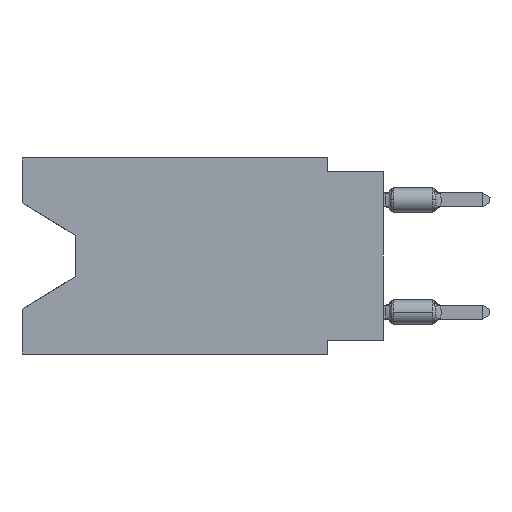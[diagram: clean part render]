
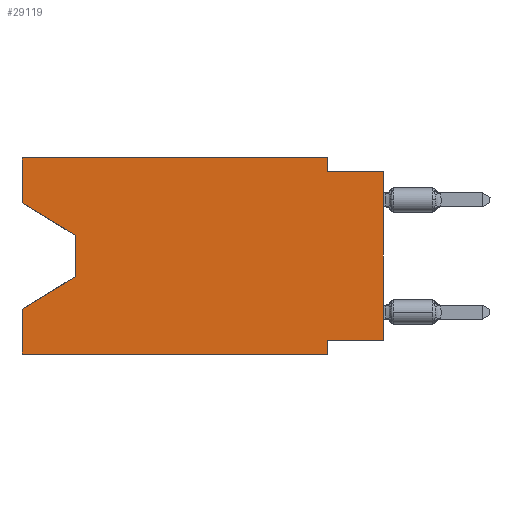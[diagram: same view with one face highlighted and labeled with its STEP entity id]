
A CAD part, left-side view. The second image highlights one B-rep face of the part: STEP entity #29119.
In plain terms, the highlighted planar face has unit normal (-1, 0, 0).
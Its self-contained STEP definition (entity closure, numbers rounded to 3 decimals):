
#519 = DIRECTION ( 'NONE',  ( 0., 0., 1. ) ) ;
#2081 = CARTESIAN_POINT ( 'NONE',  ( 0., 16.383, -8.89 ) ) ;
#2437 = FACE_OUTER_BOUND ( 'NONE', #6938, .T. ) ;
#3228 = ORIENTED_EDGE ( 'NONE', *, *, #42516, .F. ) ;
#3764 = VERTEX_POINT ( 'NONE', #2081 ) ;
#3799 = DIRECTION ( 'NONE',  ( 0., -0.855, -0.519 ) ) ;
#4012 = DIRECTION ( 'NONE',  ( 0., 0., 1. ) ) ;
#4178 = DIRECTION ( 'NONE',  ( 0., 0., -1. ) ) ;
#4438 = ORIENTED_EDGE ( 'NONE', *, *, #9962, .T. ) ;
#4448 = CARTESIAN_POINT ( 'NONE',  ( 0., 16.383, -8.89 ) ) ;
#5465 = CARTESIAN_POINT ( 'NONE',  ( 0., 13.97, -3.505 ) ) ;
#5782 = CARTESIAN_POINT ( 'NONE',  ( 0., 2.54, 0. ) ) ;
#6938 = EDGE_LOOP ( 'NONE', ( #23532, #4438, #21863, #10025, #34836, #39703, #7531, #27549, #42391, #20518, #3228, #18323 ) ) ;
#7448 = LINE ( 'NONE', #33922, #12956 ) ;
#7531 = ORIENTED_EDGE ( 'NONE', *, *, #9966, .F. ) ;
#8606 = VECTOR ( 'NONE', #40244, 1000. ) ;
#9010 = LINE ( 'NONE', #22242, #25197 ) ;
#9152 = EDGE_CURVE ( 'NONE', #17990, #13810, #7448, .T. ) ;
#9370 = PLANE ( 'NONE',  #36454 ) ;
#9633 = CARTESIAN_POINT ( 'NONE',  ( 0., 2.54, -0.635 ) ) ;
#9672 = CARTESIAN_POINT ( 'NONE',  ( 0., 2.54, -8.255 ) ) ;
#9962 = EDGE_CURVE ( 'NONE', #23218, #16035, #22761, .T. ) ;
#9966 = EDGE_CURVE ( 'NONE', #38852, #42885, #39888, .T. ) ;
#10025 = ORIENTED_EDGE ( 'NONE', *, *, #15242, .F. ) ;
#10382 = DIRECTION ( 'NONE',  ( 0., 0., -1. ) ) ;
#10600 = VECTOR ( 'NONE', #25352, 1000. ) ;
#12209 = VERTEX_POINT ( 'NONE', #28265 ) ;
#12956 = VECTOR ( 'NONE', #4178, 1000. ) ;
#13750 = VERTEX_POINT ( 'NONE', #41746 ) ;
#13810 = VERTEX_POINT ( 'NONE', #9633 ) ;
#14624 = VERTEX_POINT ( 'NONE', #39235 ) ;
#15242 = EDGE_CURVE ( 'NONE', #3764, #19000, #40841, .T. ) ;
#16035 = VERTEX_POINT ( 'NONE', #30371 ) ;
#16231 = CARTESIAN_POINT ( 'NONE',  ( 0., 0., -8.255 ) ) ;
#16476 = VECTOR ( 'NONE', #4012, 1000. ) ;
#16643 = CARTESIAN_POINT ( 'NONE',  ( 0., 16.383, 0. ) ) ;
#16857 = DIRECTION ( 'NONE',  ( 0., -1., 0. ) ) ;
#17160 = VECTOR ( 'NONE', #39463, 1000. ) ;
#17242 = CARTESIAN_POINT ( 'NONE',  ( 0., 16.383, -2.038 ) ) ;
#17990 = VERTEX_POINT ( 'NONE', #5782 ) ;
#18323 = ORIENTED_EDGE ( 'NONE', *, *, #27138, .F. ) ;
#19000 = VERTEX_POINT ( 'NONE', #24043 ) ;
#19619 = LINE ( 'NONE', #20057, #8606 ) ;
#20057 = CARTESIAN_POINT ( 'NONE',  ( 0., 2.54, -8.89 ) ) ;
#20271 = CARTESIAN_POINT ( 'NONE',  ( 0., 0., -8.255 ) ) ;
#20518 = ORIENTED_EDGE ( 'NONE', *, *, #9152, .F. ) ;
#20569 = DIRECTION ( 'NONE',  ( 0., -1., 0. ) ) ;
#21388 = EDGE_CURVE ( 'NONE', #14624, #23218, #36353, .T. ) ;
#21600 = VERTEX_POINT ( 'NONE', #25908 ) ;
#21863 = ORIENTED_EDGE ( 'NONE', *, *, #25977, .T. ) ;
#21866 = LINE ( 'NONE', #34680, #10600 ) ;
#22242 = CARTESIAN_POINT ( 'NONE',  ( 0., 13.97, -5.385 ) ) ;
#22761 = LINE ( 'NONE', #35992, #35883 ) ;
#23218 = VERTEX_POINT ( 'NONE', #5465 ) ;
#23223 = VECTOR ( 'NONE', #519, 1000. ) ;
#23532 = ORIENTED_EDGE ( 'NONE', *, *, #21388, .T. ) ;
#24043 = CARTESIAN_POINT ( 'NONE',  ( 0., 16.383, -6.852 ) ) ;
#25197 = VECTOR ( 'NONE', #35476, 1000. ) ;
#25352 = DIRECTION ( 'NONE',  ( 0., 0., 1. ) ) ;
#25908 = CARTESIAN_POINT ( 'NONE',  ( 0., 16.383, 0. ) ) ;
#25977 = EDGE_CURVE ( 'NONE', #16035, #19000, #9010, .T. ) ;
#26316 = CARTESIAN_POINT ( 'NONE',  ( 0., 16.383, 0. ) ) ;
#26535 = VECTOR ( 'NONE', #3799, 1000. ) ;
#27138 = EDGE_CURVE ( 'NONE', #14624, #21600, #21866, .T. ) ;
#27549 = ORIENTED_EDGE ( 'NONE', *, *, #35054, .T. ) ;
#28265 = CARTESIAN_POINT ( 'NONE',  ( 0., 2.54, -8.89 ) ) ;
#28500 = EDGE_CURVE ( 'NONE', #3764, #12209, #30530, .T. ) ;
#29119 = ADVANCED_FACE ( 'NONE', ( #2437 ), #9370, .F. ) ;
#30076 = CARTESIAN_POINT ( 'NONE',  ( 0., 0., 0. ) ) ;
#30371 = CARTESIAN_POINT ( 'NONE',  ( 0., 13.97, -5.385 ) ) ;
#30530 = LINE ( 'NONE', #4448, #32288 ) ;
#32165 = EDGE_CURVE ( 'NONE', #13810, #13750, #37069, .T. ) ;
#32288 = VECTOR ( 'NONE', #39844, 1000. ) ;
#33503 = CARTESIAN_POINT ( 'NONE',  ( 0., 16.383, 0. ) ) ;
#33617 = CARTESIAN_POINT ( 'NONE',  ( 0., 0., -0.635 ) ) ;
#33761 = EDGE_CURVE ( 'NONE', #42885, #12209, #19619, .T. ) ;
#33808 = VECTOR ( 'NONE', #20569, 1000. ) ;
#33922 = CARTESIAN_POINT ( 'NONE',  ( 0., 2.54, 0. ) ) ;
#34680 = CARTESIAN_POINT ( 'NONE',  ( 0., 16.383, 0. ) ) ;
#34836 = ORIENTED_EDGE ( 'NONE', *, *, #28500, .T. ) ;
#35054 = EDGE_CURVE ( 'NONE', #38852, #13750, #36571, .T. ) ;
#35476 = DIRECTION ( 'NONE',  ( 0., 0.855, -0.519 ) ) ;
#35748 = LINE ( 'NONE', #16643, #41530 ) ;
#35883 = VECTOR ( 'NONE', #10382, 1000. ) ;
#35992 = CARTESIAN_POINT ( 'NONE',  ( 0., 13.97, -3.505 ) ) ;
#36054 = DIRECTION ( 'NONE',  ( 0., 0., -1. ) ) ;
#36353 = LINE ( 'NONE', #17242, #26535 ) ;
#36454 = AXIS2_PLACEMENT_3D ( 'NONE', #26316, #39312, #36054 ) ;
#36571 = LINE ( 'NONE', #30076, #16476 ) ;
#37069 = LINE ( 'NONE', #33617, #33808 ) ;
#38852 = VERTEX_POINT ( 'NONE', #20271 ) ;
#39235 = CARTESIAN_POINT ( 'NONE',  ( 0., 16.383, -2.038 ) ) ;
#39312 = DIRECTION ( 'NONE',  ( 1., 0., 0. ) ) ;
#39463 = DIRECTION ( 'NONE',  ( 0., 1., 0. ) ) ;
#39703 = ORIENTED_EDGE ( 'NONE', *, *, #33761, .F. ) ;
#39844 = DIRECTION ( 'NONE',  ( 0., -1., 0. ) ) ;
#39888 = LINE ( 'NONE', #16231, #17160 ) ;
#40244 = DIRECTION ( 'NONE',  ( 0., 0., -1. ) ) ;
#40841 = LINE ( 'NONE', #33503, #23223 ) ;
#41530 = VECTOR ( 'NONE', #16857, 1000. ) ;
#41746 = CARTESIAN_POINT ( 'NONE',  ( 0., 0., -0.635 ) ) ;
#42391 = ORIENTED_EDGE ( 'NONE', *, *, #32165, .F. ) ;
#42516 = EDGE_CURVE ( 'NONE', #21600, #17990, #35748, .T. ) ;
#42885 = VERTEX_POINT ( 'NONE', #9672 ) ;
